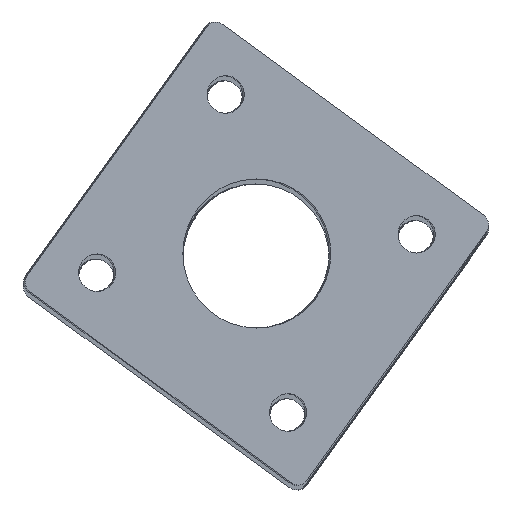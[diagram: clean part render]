
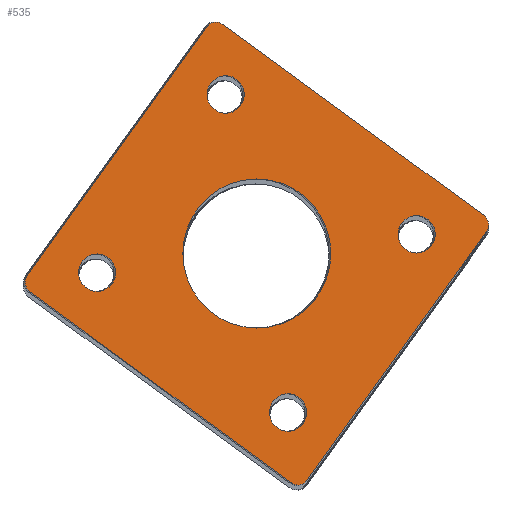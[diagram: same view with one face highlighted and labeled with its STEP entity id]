
A CAD part, top view. The second image highlights one B-rep face of the part: STEP entity #535.
In plain terms, the highlighted planar face has unit normal (0.119, 0, 0.993).
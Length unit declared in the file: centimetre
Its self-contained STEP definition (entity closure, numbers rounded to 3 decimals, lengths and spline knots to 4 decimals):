
#28=LINE('',#823,#60);
#29=LINE('',#827,#61);
#30=LINE('',#831,#62);
#31=LINE('',#834,#63);
#60=VECTOR('',#651,8.8758);
#61=VECTOR('',#654,8.4);
#62=VECTOR('',#657,8.8758);
#63=VECTOR('',#660,8.4);
#92=PLANE('',#571);
#105=FACE_BOUND('',#167,.T.);
#106=FACE_BOUND('',#168,.T.);
#107=FACE_BOUND('',#169,.T.);
#108=FACE_BOUND('',#170,.T.);
#109=FACE_BOUND('',#171,.T.);
#135=FACE_OUTER_BOUND('',#166,.T.);
#166=EDGE_LOOP('',(#382,#383,#384,#385,#386,#387,#388,#389));
#167=EDGE_LOOP('',(#390));
#168=EDGE_LOOP('',(#391));
#169=EDGE_LOOP('',(#392));
#170=EDGE_LOOP('',(#393));
#171=EDGE_LOOP('',(#394));
#224=CIRCLE('',#569,0.51);
#226=CIRCLE('',#572,0.3);
#227=CIRCLE('',#573,0.3);
#228=CIRCLE('',#574,0.3);
#229=CIRCLE('',#575,0.3);
#230=CIRCLE('',#576,0.51);
#231=CIRCLE('',#577,0.51);
#232=CIRCLE('',#578,0.51);
#233=CIRCLE('',#579,2.03);
#260=VERTEX_POINT('',#814);
#262=VERTEX_POINT('',#819);
#263=VERTEX_POINT('',#820);
#264=VERTEX_POINT('',#822);
#265=VERTEX_POINT('',#824);
#266=VERTEX_POINT('',#826);
#267=VERTEX_POINT('',#828);
#268=VERTEX_POINT('',#830);
#269=VERTEX_POINT('',#832);
#270=VERTEX_POINT('',#835);
#271=VERTEX_POINT('',#837);
#272=VERTEX_POINT('',#839);
#273=VERTEX_POINT('',#841);
#312=EDGE_CURVE('',#260,#260,#224,.T.);
#314=EDGE_CURVE('',#262,#263,#226,.T.);
#315=EDGE_CURVE('',#264,#262,#28,.T.);
#316=EDGE_CURVE('',#265,#264,#227,.T.);
#317=EDGE_CURVE('',#266,#265,#29,.T.);
#318=EDGE_CURVE('',#267,#266,#228,.T.);
#319=EDGE_CURVE('',#268,#267,#30,.T.);
#320=EDGE_CURVE('',#269,#268,#229,.T.);
#321=EDGE_CURVE('',#263,#269,#31,.T.);
#322=EDGE_CURVE('',#270,#270,#230,.T.);
#323=EDGE_CURVE('',#271,#271,#231,.T.);
#324=EDGE_CURVE('',#272,#272,#232,.T.);
#325=EDGE_CURVE('',#273,#273,#233,.T.);
#382=ORIENTED_EDGE('',*,*,#314,.F.);
#383=ORIENTED_EDGE('',*,*,#315,.F.);
#384=ORIENTED_EDGE('',*,*,#316,.F.);
#385=ORIENTED_EDGE('',*,*,#317,.F.);
#386=ORIENTED_EDGE('',*,*,#318,.F.);
#387=ORIENTED_EDGE('',*,*,#319,.F.);
#388=ORIENTED_EDGE('',*,*,#320,.F.);
#389=ORIENTED_EDGE('',*,*,#321,.F.);
#390=ORIENTED_EDGE('',*,*,#312,.F.);
#391=ORIENTED_EDGE('',*,*,#322,.F.);
#392=ORIENTED_EDGE('',*,*,#323,.F.);
#393=ORIENTED_EDGE('',*,*,#324,.F.);
#394=ORIENTED_EDGE('',*,*,#325,.F.);
#535=ADVANCED_FACE('',(#135,#105,#106,#107,#108,#109),#92,.T.);
#569=AXIS2_PLACEMENT_3D('',#815,#643,#644);
#571=AXIS2_PLACEMENT_3D('',#818,#647,#648);
#572=AXIS2_PLACEMENT_3D('',#821,#649,#650);
#573=AXIS2_PLACEMENT_3D('',#825,#652,#653);
#574=AXIS2_PLACEMENT_3D('',#829,#655,#656);
#575=AXIS2_PLACEMENT_3D('',#833,#658,#659);
#576=AXIS2_PLACEMENT_3D('',#836,#661,#662);
#577=AXIS2_PLACEMENT_3D('',#838,#663,#664);
#578=AXIS2_PLACEMENT_3D('',#840,#665,#666);
#579=AXIS2_PLACEMENT_3D('',#842,#667,#668);
#643=DIRECTION('center_axis',(0.119,0.,0.993));
#644=DIRECTION('ref_axis',(0.993,0.,-0.119));
#647=DIRECTION('center_axis',(0.119,0.,0.993));
#648=DIRECTION('ref_axis',(0.993,0.,-0.119));
#649=DIRECTION('center_axis',(-0.119,0.,-0.993));
#650=DIRECTION('ref_axis',(0.584,0.809,-0.07));
#651=DIRECTION('',(0.803,-0.588,-0.096));
#652=DIRECTION('center_axis',(-0.119,0.,-0.993));
#653=DIRECTION('ref_axis',(-0.803,0.588,0.096));
#654=DIRECTION('',(0.584,0.809,-0.07));
#655=DIRECTION('center_axis',(-0.119,0.,-0.993));
#656=DIRECTION('ref_axis',(-0.584,-0.809,0.07));
#657=DIRECTION('',(-0.803,0.588,0.096));
#658=DIRECTION('center_axis',(-0.119,0.,-0.993));
#659=DIRECTION('ref_axis',(0.803,-0.588,-0.096));
#660=DIRECTION('',(-0.584,-0.809,0.07));
#661=DIRECTION('center_axis',(0.119,0.,0.993));
#662=DIRECTION('ref_axis',(-0.993,0.,0.119));
#663=DIRECTION('center_axis',(0.119,0.,0.993));
#664=DIRECTION('ref_axis',(-0.993,0.,0.119));
#665=DIRECTION('center_axis',(0.119,0.,0.993));
#666=DIRECTION('ref_axis',(-0.993,0.,0.119));
#667=DIRECTION('center_axis',(0.119,0.,0.993));
#668=DIRECTION('ref_axis',(-0.993,0.,0.119));
#814=CARTESIAN_POINT('',(171.6591,47.3302,39.0624));
#815=CARTESIAN_POINT('Origin',(171.1527,47.3302,39.1232));
#818=CARTESIAN_POINT('Origin',(7.0577,0.,58.8146));
#819=CARTESIAN_POINT('',(178.1937,44.0321,38.2783));
#820=CARTESIAN_POINT('',(178.2596,43.613,38.2703));
#821=CARTESIAN_POINT('Origin',(178.0186,43.7894,38.2993));
#822=CARTESIAN_POINT('',(171.0642,49.2491,39.1338));
#823=CARTESIAN_POINT('',(171.0642,49.2491,39.1338));
#824=CARTESIAN_POINT('',(170.6482,49.1827,39.1837));
#825=CARTESIAN_POINT('Origin',(170.8891,49.0064,39.1548));
#826=CARTESIAN_POINT('',(165.7459,42.387,39.772));
#827=CARTESIAN_POINT('',(165.7459,42.387,39.772));
#828=CARTESIAN_POINT('',(165.8118,41.9679,39.7641));
#829=CARTESIAN_POINT('Origin',(165.9869,42.2106,39.7431));
#830=CARTESIAN_POINT('',(172.9413,36.7509,38.9085));
#831=CARTESIAN_POINT('',(172.9413,36.7509,38.9085));
#832=CARTESIAN_POINT('',(173.3574,36.8173,38.8586));
#833=CARTESIAN_POINT('Origin',(173.1164,36.9936,38.8875));
#834=CARTESIAN_POINT('',(178.2596,43.613,38.2703));
#835=CARTESIAN_POINT('',(167.1448,42.4761,39.6041));
#836=CARTESIAN_POINT('Origin',(167.6511,42.4761,39.5434));
#837=CARTESIAN_POINT('',(172.3465,38.6698,38.9799));
#838=CARTESIAN_POINT('Origin',(172.8528,38.6698,38.9192));
#839=CARTESIAN_POINT('',(175.848,43.5239,38.5597));
#840=CARTESIAN_POINT('Origin',(176.3544,43.5239,38.499));
#841=CARTESIAN_POINT('',(169.9872,43.,39.263));
#842=CARTESIAN_POINT('Origin',(172.0028,43.,39.0212));
